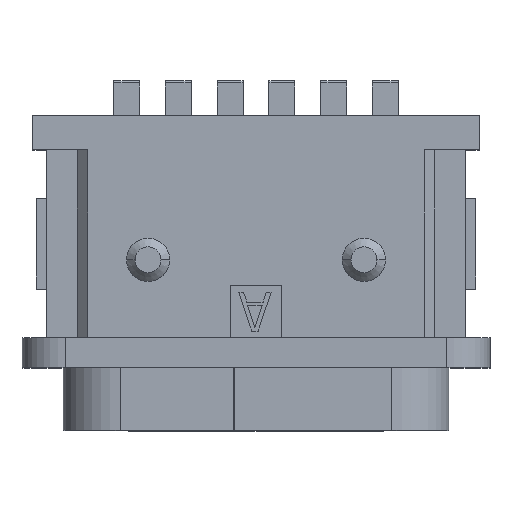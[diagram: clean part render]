
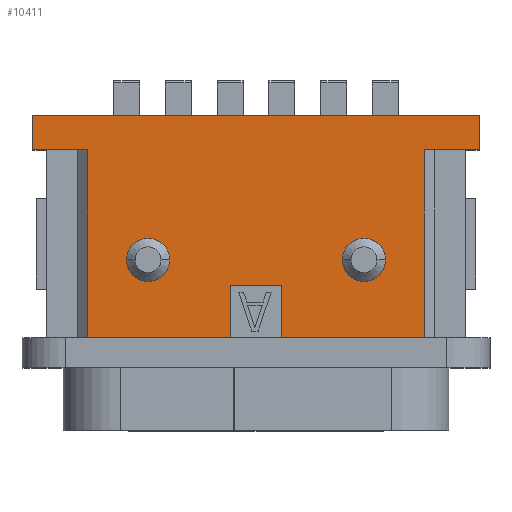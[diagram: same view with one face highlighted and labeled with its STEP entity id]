
A CAD part, top view. The second image highlights one B-rep face of the part: STEP entity #10411.
In plain terms, the highlighted planar face has unit normal (0, 0, 1).
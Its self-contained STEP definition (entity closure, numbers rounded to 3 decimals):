
#2158=DIRECTION('',(0.,1.,0.));
#2159=VECTOR('',#2158,4.35);
#2160=CARTESIAN_POINT('',(3.895,1.35,2.23));
#2161=LINE('',#2160,#2159);
#2162=DIRECTION('',(0.,-1.,0.));
#2163=VECTOR('',#2162,0.8);
#2164=CARTESIAN_POINT('',(5.17,6.5,2.23));
#2165=LINE('',#2164,#2163);
#2166=DIRECTION('',(-1.,0.,0.));
#2167=VECTOR('',#2166,3.295);
#2168=CARTESIAN_POINT('',(3.895,1.35,2.23));
#2169=LINE('',#2168,#2167);
#2170=DIRECTION('',(0.,1.,0.));
#2171=VECTOR('',#2170,1.2);
#2172=CARTESIAN_POINT('',(0.6,1.35,2.23));
#2173=LINE('',#2172,#2171);
#2174=DIRECTION('',(-1.,0.,0.));
#2175=VECTOR('',#2174,1.2);
#2176=CARTESIAN_POINT('',(0.6,2.55,2.23));
#2177=LINE('',#2176,#2175);
#2178=DIRECTION('',(-1.,0.,0.));
#2179=VECTOR('',#2178,3.295);
#2180=CARTESIAN_POINT('',(-0.6,1.35,2.23));
#2181=LINE('',#2180,#2179);
#2182=CARTESIAN_POINT('',(2.5,3.15,2.23));
#2183=DIRECTION('',(0.,0.,1.));
#2184=DIRECTION('',(-1.,0.,0.));
#2185=AXIS2_PLACEMENT_3D('',#2182,#2183,#2184);
#2187=CARTESIAN_POINT('',(2.5,3.15,2.23));
#2188=DIRECTION('',(0.,0.,1.));
#2189=DIRECTION('',(1.,0.,0.));
#2190=AXIS2_PLACEMENT_3D('',#2187,#2188,#2189);
#2192=CARTESIAN_POINT('',(-2.5,3.15,2.23));
#2193=DIRECTION('',(0.,0.,1.));
#2194=DIRECTION('',(-1.,0.,0.));
#2195=AXIS2_PLACEMENT_3D('',#2192,#2193,#2194);
#2197=CARTESIAN_POINT('',(-2.5,3.15,2.23));
#2198=DIRECTION('',(0.,0.,1.));
#2199=DIRECTION('',(1.,0.,0.));
#2200=AXIS2_PLACEMENT_3D('',#2197,#2198,#2199);
#2202=DIRECTION('',(0.,-1.,0.));
#2203=VECTOR('',#2202,4.35);
#2204=CARTESIAN_POINT('',(-3.895,5.7,2.23));
#2205=LINE('',#2204,#2203);
#2251=DIRECTION('',(1.,0.,0.));
#2252=VECTOR('',#2251,1.275);
#2253=CARTESIAN_POINT('',(3.895,5.7,2.23));
#2254=LINE('',#2253,#2252);
#2263=DIRECTION('',(1.,0.,0.));
#2264=VECTOR('',#2263,1.275);
#2265=CARTESIAN_POINT('',(-5.17,5.7,2.23));
#2266=LINE('',#2265,#2264);
#2307=DIRECTION('',(-1.,0.,0.));
#2308=VECTOR('',#2307,10.34);
#2309=CARTESIAN_POINT('',(5.17,6.5,2.23));
#2310=LINE('',#2309,#2308);
#2355=DIRECTION('',(0.,-1.,0.));
#2356=VECTOR('',#2355,0.8);
#2357=CARTESIAN_POINT('',(-5.17,6.5,2.23));
#2358=LINE('',#2357,#2356);
#2981=DIRECTION('',(0.,1.,0.));
#2982=VECTOR('',#2981,1.2);
#2983=CARTESIAN_POINT('',(-0.6,1.35,2.23));
#2984=LINE('',#2983,#2982);
#5961=CARTESIAN_POINT('',(5.17,6.5,2.23));
#5962=VERTEX_POINT('',#5961);
#5963=CARTESIAN_POINT('',(-5.17,6.5,2.23));
#5964=VERTEX_POINT('',#5963);
#5973=CARTESIAN_POINT('',(-5.17,5.7,2.23));
#5974=VERTEX_POINT('',#5973);
#5975=CARTESIAN_POINT('',(-3.895,5.7,2.23));
#5976=CARTESIAN_POINT('',(-3.895,1.35,2.23));
#5977=VERTEX_POINT('',#5975);
#5978=VERTEX_POINT('',#5976);
#5979=CARTESIAN_POINT('',(5.17,5.7,2.23));
#5980=VERTEX_POINT('',#5979);
#5981=CARTESIAN_POINT('',(3.895,5.7,2.23));
#5982=VERTEX_POINT('',#5981);
#5983=CARTESIAN_POINT('',(3.895,1.35,2.23));
#5984=VERTEX_POINT('',#5983);
#5985=CARTESIAN_POINT('',(0.6,1.35,2.23));
#5986=VERTEX_POINT('',#5985);
#5987=CARTESIAN_POINT('',(0.6,2.55,2.23));
#5988=VERTEX_POINT('',#5987);
#5989=CARTESIAN_POINT('',(-0.6,2.55,2.23));
#5990=VERTEX_POINT('',#5989);
#5991=CARTESIAN_POINT('',(-0.6,1.35,2.23));
#5992=VERTEX_POINT('',#5991);
#5993=CARTESIAN_POINT('',(2.,3.15,2.23));
#5994=CARTESIAN_POINT('',(3.,3.15,2.23));
#5995=VERTEX_POINT('',#5993);
#5996=VERTEX_POINT('',#5994);
#5997=CARTESIAN_POINT('',(-3.,3.15,2.23));
#5998=CARTESIAN_POINT('',(-2.,3.15,2.23));
#5999=VERTEX_POINT('',#5997);
#6000=VERTEX_POINT('',#5998);
#10371=CARTESIAN_POINT('',(-4.97,0.,2.23));
#10372=DIRECTION('',(0.,0.,1.));
#10373=DIRECTION('',(1.,0.,0.));
#10374=AXIS2_PLACEMENT_3D('',#10371,#10372,#10373);
#10375=PLANE('',#10374);
#10377=ORIENTED_EDGE('',*,*,#10376,.F.);
#10379=ORIENTED_EDGE('',*,*,#10378,.F.);
#10381=ORIENTED_EDGE('',*,*,#10380,.F.);
#10383=ORIENTED_EDGE('',*,*,#10382,.F.);
#10385=ORIENTED_EDGE('',*,*,#10384,.T.);
#10387=ORIENTED_EDGE('',*,*,#10386,.F.);
#10388=ORIENTED_EDGE('',*,*,#10362,.F.);
#10389=ORIENTED_EDGE('',*,*,#10171,.T.);
#10391=ORIENTED_EDGE('',*,*,#10390,.T.);
#10393=ORIENTED_EDGE('',*,*,#10392,.T.);
#10395=ORIENTED_EDGE('',*,*,#10394,.F.);
#10396=ORIENTED_EDGE('',*,*,#10163,.T.);
#10397=EDGE_LOOP('',(#10377,#10379,#10381,#10383,#10385,#10387,#10388,#10389,
#10391,#10393,#10395,#10396));
#10398=FACE_OUTER_BOUND('',#10397,.F.);
#10400=ORIENTED_EDGE('',*,*,#10399,.T.);
#10402=ORIENTED_EDGE('',*,*,#10401,.T.);
#10403=EDGE_LOOP('',(#10400,#10402));
#10404=FACE_BOUND('',#10403,.F.);
#10406=ORIENTED_EDGE('',*,*,#10405,.T.);
#10408=ORIENTED_EDGE('',*,*,#10407,.T.);
#10409=EDGE_LOOP('',(#10406,#10408));
#10410=FACE_BOUND('',#10409,.F.);
#10411=ADVANCED_FACE('',(#10398,#10404,#10410),#10375,.T.);
#2186=CIRCLE('',#2185,0.5);
#2191=CIRCLE('',#2190,0.5);
#2196=CIRCLE('',#2195,0.5);
#2201=CIRCLE('',#2200,0.5);
#10163=EDGE_CURVE('',#5992,#5978,#2181,.T.);
#10171=EDGE_CURVE('',#5984,#5986,#2169,.T.);
#10362=EDGE_CURVE('',#5984,#5982,#2161,.T.);
#10376=EDGE_CURVE('',#5977,#5978,#2205,.T.);
#10378=EDGE_CURVE('',#5974,#5977,#2266,.T.);
#10380=EDGE_CURVE('',#5964,#5974,#2358,.T.);
#10382=EDGE_CURVE('',#5962,#5964,#2310,.T.);
#10384=EDGE_CURVE('',#5962,#5980,#2165,.T.);
#10386=EDGE_CURVE('',#5982,#5980,#2254,.T.);
#10390=EDGE_CURVE('',#5986,#5988,#2173,.T.);
#10392=EDGE_CURVE('',#5988,#5990,#2177,.T.);
#10394=EDGE_CURVE('',#5992,#5990,#2984,.T.);
#10399=EDGE_CURVE('',#5995,#5996,#2186,.T.);
#10401=EDGE_CURVE('',#5996,#5995,#2191,.T.);
#10405=EDGE_CURVE('',#5999,#6000,#2196,.T.);
#10407=EDGE_CURVE('',#6000,#5999,#2201,.T.);
